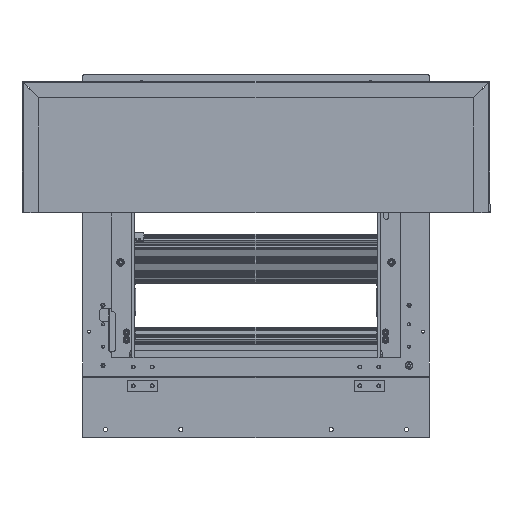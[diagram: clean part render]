
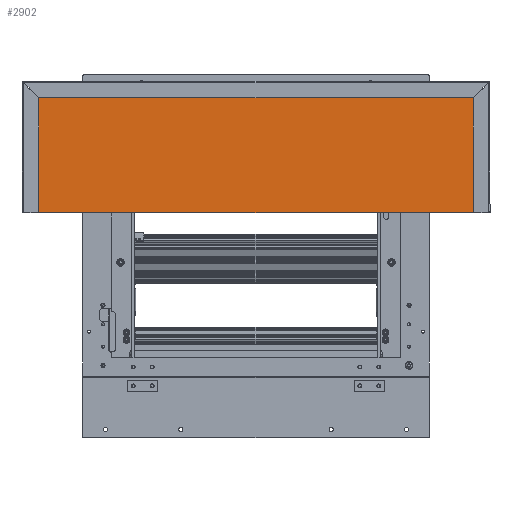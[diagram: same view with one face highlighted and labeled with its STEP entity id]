
A CAD part, front view. The second image highlights one B-rep face of the part: STEP entity #2902.
In plain terms, the highlighted face is planar.
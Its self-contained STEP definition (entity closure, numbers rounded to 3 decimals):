
#1764 = VECTOR ( 'NONE', #28151, 1000. ) ;
#2902 = ADVANCED_FACE ( 'NONE', ( #53717 ), #41317, .F. ) ;
#4534 = EDGE_LOOP ( 'NONE', ( #59012, #42456, #51924, #56205 ) ) ;
#9627 = LINE ( 'NONE', #25868, #67415 ) ;
#14083 = EDGE_CURVE ( 'NONE', #62912, #29357, #59275, .T. ) ;
#14972 = DIRECTION ( 'NONE',  ( 0., -1., 0. ) ) ;
#25868 = CARTESIAN_POINT ( 'NONE',  ( 22.177, 130.836, -30. ) ) ;
#28151 = DIRECTION ( 'NONE',  ( 1., 0., 0. ) ) ;
#29357 = VERTEX_POINT ( 'NONE', #55831 ) ;
#29366 = CARTESIAN_POINT ( 'NONE',  ( 22.177, -22., -30. ) ) ;
#30010 = DIRECTION ( 'NONE',  ( 0., 0., 1. ) ) ;
#30465 = LINE ( 'NONE', #56840, #50635 ) ;
#30876 = CARTESIAN_POINT ( 'NONE',  ( 175., -22., -30. ) ) ;
#31093 = CARTESIAN_POINT ( 'NONE',  ( 175., 130.836, -30. ) ) ;
#31801 = EDGE_CURVE ( 'NONE', #40164, #62912, #30465, .T. ) ;
#35702 = DIRECTION ( 'NONE',  ( -1., 0., 0. ) ) ;
#36613 = EDGE_CURVE ( 'NONE', #37985, #29357, #9627, .T. ) ;
#37424 = EDGE_CURVE ( 'NONE', #37985, #40164, #77796, .T. ) ;
#37985 = VERTEX_POINT ( 'NONE', #29366 ) ;
#40164 = VERTEX_POINT ( 'NONE', #30876 ) ;
#41317 = PLANE ( 'NONE',  #46555 ) ;
#41689 = CARTESIAN_POINT ( 'NONE',  ( 175., -600., -30. ) ) ;
#42456 = ORIENTED_EDGE ( 'NONE', *, *, #37424, .T. ) ;
#46555 = AXIS2_PLACEMENT_3D ( 'NONE', #31093, #30010, #61226 ) ;
#50635 = VECTOR ( 'NONE', #56314, 1000. ) ;
#50785 = CARTESIAN_POINT ( 'NONE',  ( 175., -600., -30. ) ) ;
#51924 = ORIENTED_EDGE ( 'NONE', *, *, #31801, .T. ) ;
#53717 = FACE_OUTER_BOUND ( 'NONE', #4534, .T. ) ;
#55831 = CARTESIAN_POINT ( 'NONE',  ( 22.177, -600., -30. ) ) ;
#56205 = ORIENTED_EDGE ( 'NONE', *, *, #14083, .T. ) ;
#56314 = DIRECTION ( 'NONE',  ( 0., -1., 0. ) ) ;
#56840 = CARTESIAN_POINT ( 'NONE',  ( 175., 130.836, -30. ) ) ;
#59012 = ORIENTED_EDGE ( 'NONE', *, *, #36613, .F. ) ;
#59275 = LINE ( 'NONE', #50785, #73713 ) ;
#61226 = DIRECTION ( 'NONE',  ( 1., 0., 0. ) ) ;
#62912 = VERTEX_POINT ( 'NONE', #41689 ) ;
#67415 = VECTOR ( 'NONE', #14972, 1000. ) ;
#73713 = VECTOR ( 'NONE', #35702, 1000. ) ;
#76825 = CARTESIAN_POINT ( 'NONE',  ( 175., -22., -30. ) ) ;
#77796 = LINE ( 'NONE', #76825, #1764 ) ;
